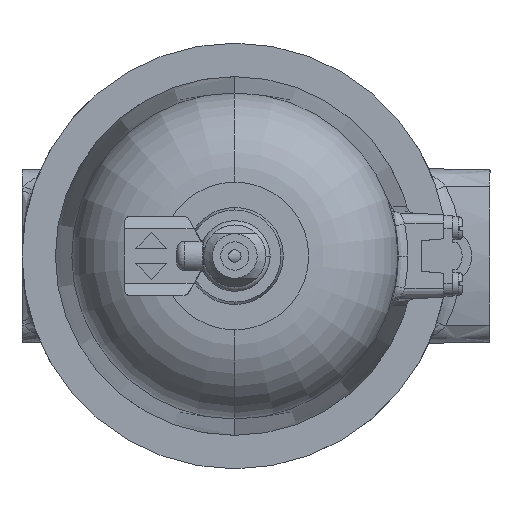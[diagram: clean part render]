
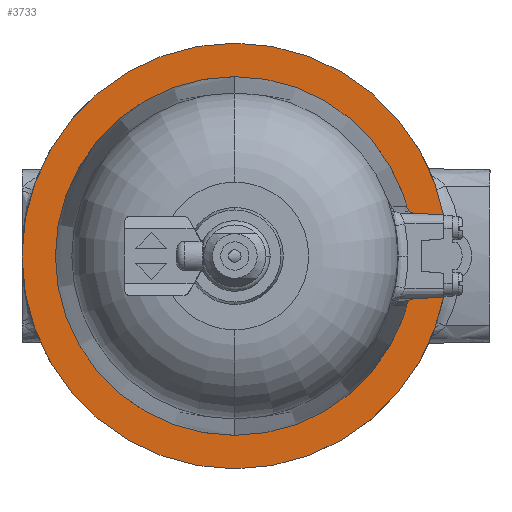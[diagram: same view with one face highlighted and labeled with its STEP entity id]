
A CAD part, front view. The second image highlights one B-rep face of the part: STEP entity #3733.
In plain terms, the highlighted planar face has unit normal (0, -1, 0).
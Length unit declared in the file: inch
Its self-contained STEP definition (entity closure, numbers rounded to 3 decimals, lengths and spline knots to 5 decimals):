
#522 = DIRECTION ( 'NONE',  ( -1., 0., 0. ) ) ;
#1094 = DIRECTION ( 'NONE',  ( 0., -1., 0. ) ) ;
#1377 = DIRECTION ( 'NONE',  ( 0., -1., 0. ) ) ;
#1520 = VERTEX_POINT ( 'NONE', #8363 ) ;
#2015 = AXIS2_PLACEMENT_3D ( 'NONE', #8351, #10363, #9458 ) ;
#2676 = AXIS2_PLACEMENT_3D ( 'NONE', #3094, #1094, #6149 ) ;
#3010 = ORIENTED_EDGE ( 'NONE', *, *, #8128, .T. ) ;
#3094 = CARTESIAN_POINT ( 'NONE',  ( 0., -2.465, 0. ) ) ;
#3733 = ADVANCED_FACE ( 'NONE', ( #5013, #9154 ), #7843, .F. ) ;
#4262 = CARTESIAN_POINT ( 'NONE',  ( 0., -2.465, 0. ) ) ;
#4610 = CARTESIAN_POINT ( 'NONE',  ( 1.82087, -2.465, 0. ) ) ;
#4860 = VERTEX_POINT ( 'NONE', #9157 ) ;
#5013 = FACE_BOUND ( 'NONE', #7502, .T. ) ;
#5038 = ORIENTED_EDGE ( 'NONE', *, *, #8390, .T. ) ;
#5120 = VERTEX_POINT ( 'NONE', #12333 ) ;
#5459 = CARTESIAN_POINT ( 'NONE',  ( 0., -2.465, 0. ) ) ;
#5561 = CIRCLE ( 'NONE', #2015, 1.82087 ) ;
#6149 = DIRECTION ( 'NONE',  ( 1., 0., 0. ) ) ;
#6218 = CIRCLE ( 'NONE', #2676, 2.16 ) ;
#7033 = EDGE_CURVE ( 'NONE', #5120, #13427, #11432, .T. ) ;
#7502 = EDGE_LOOP ( 'NONE', ( #9116, #11163 ) ) ;
#7682 = AXIS2_PLACEMENT_3D ( 'NONE', #4262, #11720, #12705 ) ;
#7843 = PLANE ( 'NONE',  #8239 ) ;
#8128 = EDGE_CURVE ( 'NONE', #4860, #1520, #6218, .T. ) ;
#8239 = AXIS2_PLACEMENT_3D ( 'NONE', #13378, #11017, #522 ) ;
#8351 = CARTESIAN_POINT ( 'NONE',  ( 0., -2.465, 0. ) ) ;
#8363 = CARTESIAN_POINT ( 'NONE',  ( -2.16, -2.465, 0. ) ) ;
#8390 = EDGE_CURVE ( 'NONE', #1520, #4860, #11265, .T. ) ;
#9116 = ORIENTED_EDGE ( 'NONE', *, *, #11768, .F. ) ;
#9154 = FACE_OUTER_BOUND ( 'NONE', #10945, .T. ) ;
#9157 = CARTESIAN_POINT ( 'NONE',  ( 2.16, -2.465, 0. ) ) ;
#9458 = DIRECTION ( 'NONE',  ( 1., 0., 0. ) ) ;
#10363 = DIRECTION ( 'NONE',  ( 0., -1., 0. ) ) ;
#10945 = EDGE_LOOP ( 'NONE', ( #3010, #5038 ) ) ;
#11017 = DIRECTION ( 'NONE',  ( 0., 1., 0. ) ) ;
#11038 = AXIS2_PLACEMENT_3D ( 'NONE', #5459, #1377, #12731 ) ;
#11163 = ORIENTED_EDGE ( 'NONE', *, *, #7033, .F. ) ;
#11265 = CIRCLE ( 'NONE', #11038, 2.16 ) ;
#11432 = CIRCLE ( 'NONE', #7682, 1.82087 ) ;
#11720 = DIRECTION ( 'NONE',  ( 0., -1., 0. ) ) ;
#11768 = EDGE_CURVE ( 'NONE', #13427, #5120, #5561, .T. ) ;
#12333 = CARTESIAN_POINT ( 'NONE',  ( -1.82087, -2.465, 0. ) ) ;
#12705 = DIRECTION ( 'NONE',  ( 1., 0., 0. ) ) ;
#12731 = DIRECTION ( 'NONE',  ( 1., 0., 0. ) ) ;
#13378 = CARTESIAN_POINT ( 'NONE',  ( 0., -2.465, 0. ) ) ;
#13427 = VERTEX_POINT ( 'NONE', #4610 ) ;
